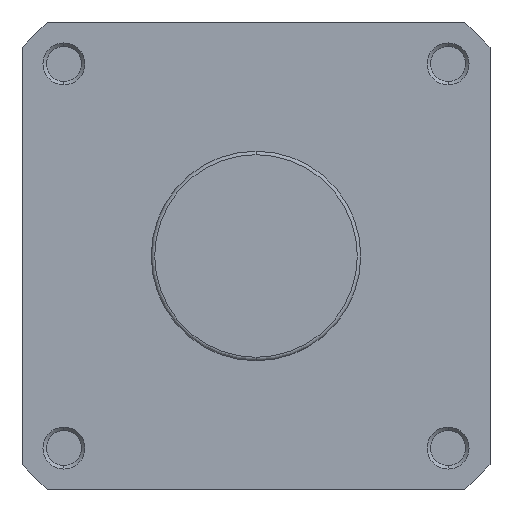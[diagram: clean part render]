
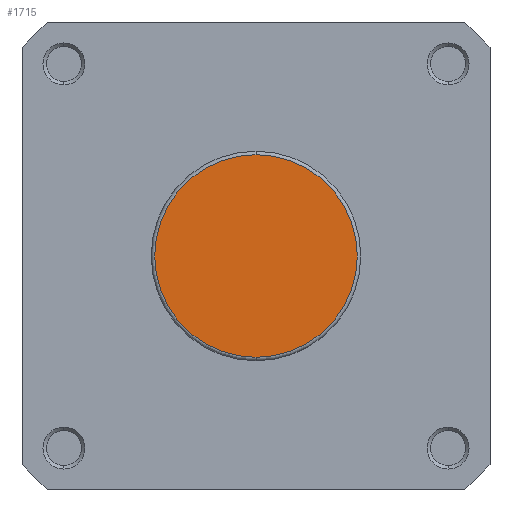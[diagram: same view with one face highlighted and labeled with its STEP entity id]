
A CAD part, left-side view. The second image highlights one B-rep face of the part: STEP entity #1715.
In plain terms, the highlighted planar face has unit normal (-1, 0, 0).
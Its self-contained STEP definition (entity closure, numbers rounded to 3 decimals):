
#204 = EDGE_LOOP ( 'NONE', ( #820, #819 ) ) ;
#819 = ORIENTED_EDGE ( 'NONE', *, *, #3413, .T. ) ;
#820 = ORIENTED_EDGE ( 'NONE', *, *, #3472, .T. ) ;
#1715 = ADVANCED_FACE ( 'NONE', ( #4566 ), #2505, .F. ) ;
#2504 = CARTESIAN_POINT ( 'NONE',  ( 0., 30., 0. ) ) ;
#2505 = PLANE ( 'NONE',  #4052 ) ;
#2506 = DIRECTION ( 'NONE',  ( 1., 0., 0. ) ) ;
#2507 = DIRECTION ( 'NONE',  ( 0., 0., -1. ) ) ;
#3034 = AXIS2_PLACEMENT_3D ( 'NONE', #6103, #6104, #6105 ) ;
#3065 = AXIS2_PLACEMENT_3D ( 'NONE', #6246, #6253, #6254 ) ;
#3413 = EDGE_CURVE ( 'NONE', #5960, #5636, #4981, .T. ) ;
#3472 = EDGE_CURVE ( 'NONE', #5636, #5960, #5065, .T. ) ;
#4052 = AXIS2_PLACEMENT_3D ( 'NONE', #2504, #2506, #2507 ) ;
#4566 = FACE_OUTER_BOUND ( 'NONE', #204, .T. ) ;
#4981 = CIRCLE ( 'NONE', #3034, 29. ) ;
#5065 = CIRCLE ( 'NONE', #3065, 29. ) ;
#5264 = CARTESIAN_POINT ( 'NONE',  ( 0., 0., -29. ) ) ;
#5484 = CARTESIAN_POINT ( 'NONE',  ( 0., 0., 29. ) ) ;
#5636 = VERTEX_POINT ( 'NONE', #5264 ) ;
#5960 = VERTEX_POINT ( 'NONE', #5484 ) ;
#6103 = CARTESIAN_POINT ( 'NONE',  ( 0., 0., 0. ) ) ;
#6104 = DIRECTION ( 'NONE',  ( -1., 0., 0. ) ) ;
#6105 = DIRECTION ( 'NONE',  ( 0., 0., -1. ) ) ;
#6246 = CARTESIAN_POINT ( 'NONE',  ( 0., 0., 0. ) ) ;
#6253 = DIRECTION ( 'NONE',  ( -1., 0., 0. ) ) ;
#6254 = DIRECTION ( 'NONE',  ( 0., 0., -1. ) ) ;
